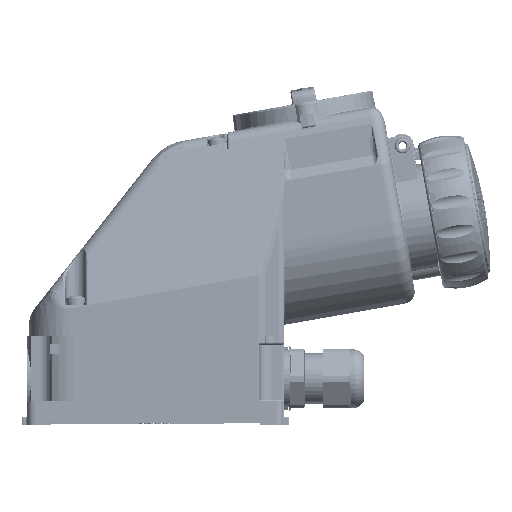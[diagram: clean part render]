
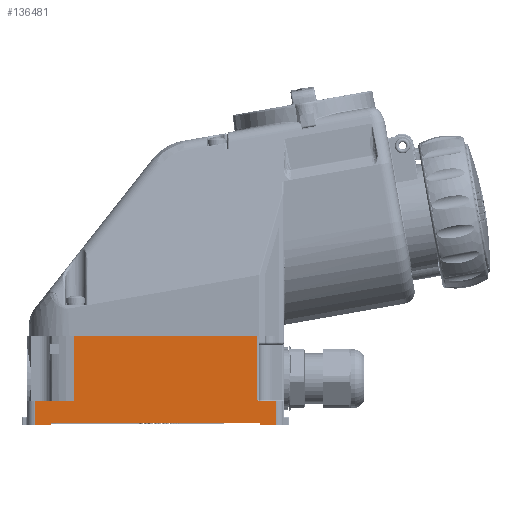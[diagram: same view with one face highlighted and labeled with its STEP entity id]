
A CAD part, front view. The second image highlights one B-rep face of the part: STEP entity #136481.
In plain terms, the highlighted planar face has unit normal (0, -1, 0).
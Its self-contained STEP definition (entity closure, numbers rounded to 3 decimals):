
#28151 = EDGE_LOOP ( 'NONE', ( #213000, #213001, #213002, #213003, #213004, #213005, #213006, #213007, #213008, #213009, #213010, #213011, #213012 ) ) ;
#43768 = AXIS2_PLACEMENT_3D ( 'NONE', #89984, #89998, #90001 ) ;
#57983 = FACE_OUTER_BOUND ( 'NONE', #28151, .T. ) ;
#89984 = CARTESIAN_POINT ( 'NONE',  ( -45., -52.5, 43. ) ) ;
#89989 = PLANE ( 'NONE',  #43768 ) ;
#89998 = DIRECTION ( 'NONE',  ( 0., 1., 0. ) ) ;
#90001 = DIRECTION ( 'NONE',  ( 0., 0., 1. ) ) ;
#97967 = EDGE_CURVE ( 'NONE', #169875, #169920, #203700, .T. ) ;
#99153 = B_SPLINE_CURVE_WITH_KNOTS ( 'NONE', 3,
 ( #157866, #157861, #157876, #157877, #157878, #157879 ),
 .UNSPECIFIED., .F., .F.,
 ( 4, 2, 4 ),
 ( 0., 0.001, 0.001 ),
 .UNSPECIFIED. ) ;
#119147 = CARTESIAN_POINT ( 'NONE',  ( -33., -52.5, 0. ) ) ;
#119224 = CARTESIAN_POINT ( 'NONE',  ( 70., -52.5, 0. ) ) ;
#136481 = ADVANCED_FACE ( 'NONE', ( #57983 ), #89989, .F. ) ;
#143921 = LINE ( 'NONE', #153481, #143928 ) ;
#143928 = VECTOR ( 'NONE', #153480, 1000. ) ;
#151204 = CARTESIAN_POINT ( 'NONE',  ( -22., -52.5, 43. ) ) ;
#151206 = CARTESIAN_POINT ( 'NONE',  ( 68.75, -52.5, 43. ) ) ;
#151722 = CARTESIAN_POINT ( 'NONE',  ( -41., -52.5, -1. ) ) ;
#151730 = CARTESIAN_POINT ( 'NONE',  ( -41., -52.5, 11. ) ) ;
#151768 = CARTESIAN_POINT ( 'NONE',  ( 78., -52.5, 11. ) ) ;
#151769 = CARTESIAN_POINT ( 'NONE',  ( 69.868, -52.5, 11. ) ) ;
#151771 = CARTESIAN_POINT ( 'NONE',  ( -22., -52.5, 11. ) ) ;
#151774 = CARTESIAN_POINT ( 'NONE',  ( 68.75, -52.5, 11.5 ) ) ;
#151778 = CARTESIAN_POINT ( 'NONE',  ( 70., -52.5, -1. ) ) ;
#151782 = CARTESIAN_POINT ( 'NONE',  ( -33., -52.5, -1. ) ) ;
#151786 = CARTESIAN_POINT ( 'NONE',  ( 78., -52.5, -1. ) ) ;
#153480 = DIRECTION ( 'NONE',  ( 1., 0., 0. ) ) ;
#153481 = CARTESIAN_POINT ( 'NONE',  ( -45., -52.5, 43. ) ) ;
#155351 = LINE ( 'NONE', #157793, #155356 ) ;
#155356 = VECTOR ( 'NONE', #157794, 1000. ) ;
#155469 = LINE ( 'NONE', #157872, #155477 ) ;
#155474 = LINE ( 'NONE', #157882, #155487 ) ;
#155477 = VECTOR ( 'NONE', #157873, 1000. ) ;
#155480 = LINE ( 'NONE', #157880, #155482 ) ;
#155482 = VECTOR ( 'NONE', #157881, 1000. ) ;
#155485 = LINE ( 'NONE', #157884, #155490 ) ;
#155487 = VECTOR ( 'NONE', #157883, 1000. ) ;
#155488 = LINE ( 'NONE', #157886, #155496 ) ;
#155490 = VECTOR ( 'NONE', #157885, 1000. ) ;
#155493 = LINE ( 'NONE', #157888, #155502 ) ;
#155496 = VECTOR ( 'NONE', #157887, 1000. ) ;
#155499 = LINE ( 'NONE', #157890, #155507 ) ;
#155502 = VECTOR ( 'NONE', #157889, 1000. ) ;
#155504 = LINE ( 'NONE', #157892, #155513 ) ;
#155507 = VECTOR ( 'NONE', #157891, 1000. ) ;
#155510 = LINE ( 'NONE', #157894, #155519 ) ;
#155513 = VECTOR ( 'NONE', #157893, 1000. ) ;
#155519 = VECTOR ( 'NONE', #157895, 1000. ) ;
#157793 = CARTESIAN_POINT ( 'NONE',  ( -41., -52.5, 43. ) ) ;
#157794 = DIRECTION ( 'NONE',  ( 0., 0., -1. ) ) ;
#157861 = CARTESIAN_POINT ( 'NONE',  ( 69.657, -52.5, 11. ) ) ;
#157866 = CARTESIAN_POINT ( 'NONE',  ( 69.868, -52.5, 11. ) ) ;
#157872 = CARTESIAN_POINT ( 'NONE',  ( 92.702, -52.5, 11. ) ) ;
#157873 = DIRECTION ( 'NONE',  ( 1., 0., 0. ) ) ;
#157876 = CARTESIAN_POINT ( 'NONE',  ( 69.456, -52.5, 11.071 ) ) ;
#157877 = CARTESIAN_POINT ( 'NONE',  ( 69.089, -52.5, 11.26 ) ) ;
#157878 = CARTESIAN_POINT ( 'NONE',  ( 68.92, -52.5, 11.38 ) ) ;
#157879 = CARTESIAN_POINT ( 'NONE',  ( 68.75, -52.5, 11.5 ) ) ;
#157880 = CARTESIAN_POINT ( 'NONE',  ( 68.75, -52.5, 43. ) ) ;
#157881 = DIRECTION ( 'NONE',  ( 0., 0., 1. ) ) ;
#157882 = CARTESIAN_POINT ( 'NONE',  ( -22., -52.5, 11. ) ) ;
#157883 = DIRECTION ( 'NONE',  ( 0., 0., 1. ) ) ;
#157884 = CARTESIAN_POINT ( 'NONE',  ( -22., -52.5, 11. ) ) ;
#157885 = DIRECTION ( 'NONE',  ( 1., 0., 0. ) ) ;
#157886 = CARTESIAN_POINT ( 'NONE',  ( -41., -52.5, -1. ) ) ;
#157887 = DIRECTION ( 'NONE',  ( -1., 0., 0. ) ) ;
#157888 = CARTESIAN_POINT ( 'NONE',  ( -33., -52.5, -1. ) ) ;
#157889 = DIRECTION ( 'NONE',  ( 0., 0., 1. ) ) ;
#157890 = CARTESIAN_POINT ( 'NONE',  ( 70., -52.5, -1. ) ) ;
#157891 = DIRECTION ( 'NONE',  ( 0., 0., 1. ) ) ;
#157892 = CARTESIAN_POINT ( 'NONE',  ( 78., -52.5, -1. ) ) ;
#157893 = DIRECTION ( 'NONE',  ( -1., 0., 0. ) ) ;
#157894 = CARTESIAN_POINT ( 'NONE',  ( 78., -52.5, 43. ) ) ;
#157895 = DIRECTION ( 'NONE',  ( 0., 0., 1. ) ) ;
#169875 = VERTEX_POINT ( 'NONE', #119147 ) ;
#169920 = VERTEX_POINT ( 'NONE', #119224 ) ;
#195408 = VERTEX_POINT ( 'NONE', #151204 ) ;
#195425 = VERTEX_POINT ( 'NONE', #151206 ) ;
#196685 = VERTEX_POINT ( 'NONE', #151722 ) ;
#196697 = VERTEX_POINT ( 'NONE', #151730 ) ;
#196802 = VERTEX_POINT ( 'NONE', #151769 ) ;
#196819 = VERTEX_POINT ( 'NONE', #151768 ) ;
#196828 = VERTEX_POINT ( 'NONE', #151771 ) ;
#196831 = VERTEX_POINT ( 'NONE', #151774 ) ;
#196835 = VERTEX_POINT ( 'NONE', #151782 ) ;
#196841 = VERTEX_POINT ( 'NONE', #151778 ) ;
#196844 = VERTEX_POINT ( 'NONE', #151786 ) ;
#203700 = LINE ( 'NONE', #206263, #203708 ) ;
#203708 = VECTOR ( 'NONE', #206277, 1000. ) ;
#205184 = EDGE_CURVE ( 'NONE', #195408, #195425, #143921, .T. ) ;
#206263 = CARTESIAN_POINT ( 'NONE',  ( -45., -52.5, 0. ) ) ;
#206277 = DIRECTION ( 'NONE',  ( 1., 0., 0. ) ) ;
#206427 = EDGE_CURVE ( 'NONE', #196697, #196685, #155351, .T. ) ;
#206512 = EDGE_CURVE ( 'NONE', #196802, #196819, #155469, .T. ) ;
#206515 = EDGE_CURVE ( 'NONE', #196802, #196831, #99153, .T. ) ;
#206518 = EDGE_CURVE ( 'NONE', #196831, #195425, #155480, .T. ) ;
#206522 = EDGE_CURVE ( 'NONE', #196828, #195408, #155474, .T. ) ;
#206526 = EDGE_CURVE ( 'NONE', #196697, #196828, #155485, .T. ) ;
#206529 = EDGE_CURVE ( 'NONE', #196835, #196685, #155488, .T. ) ;
#206532 = EDGE_CURVE ( 'NONE', #196835, #169875, #155493, .T. ) ;
#206534 = EDGE_CURVE ( 'NONE', #196841, #169920, #155499, .T. ) ;
#206537 = EDGE_CURVE ( 'NONE', #196844, #196841, #155504, .T. ) ;
#206540 = EDGE_CURVE ( 'NONE', #196844, #196819, #155510, .T. ) ;
#213000 = ORIENTED_EDGE ( 'NONE', *, *, #206512, .F. ) ;
#213001 = ORIENTED_EDGE ( 'NONE', *, *, #206515, .T. ) ;
#213002 = ORIENTED_EDGE ( 'NONE', *, *, #206518, .T. ) ;
#213003 = ORIENTED_EDGE ( 'NONE', *, *, #205184, .F. ) ;
#213004 = ORIENTED_EDGE ( 'NONE', *, *, #206522, .F. ) ;
#213005 = ORIENTED_EDGE ( 'NONE', *, *, #206526, .F. ) ;
#213006 = ORIENTED_EDGE ( 'NONE', *, *, #206427, .T. ) ;
#213007 = ORIENTED_EDGE ( 'NONE', *, *, #206529, .F. ) ;
#213008 = ORIENTED_EDGE ( 'NONE', *, *, #206532, .T. ) ;
#213009 = ORIENTED_EDGE ( 'NONE', *, *, #97967, .T. ) ;
#213010 = ORIENTED_EDGE ( 'NONE', *, *, #206534, .F. ) ;
#213011 = ORIENTED_EDGE ( 'NONE', *, *, #206537, .F. ) ;
#213012 = ORIENTED_EDGE ( 'NONE', *, *, #206540, .T. ) ;
